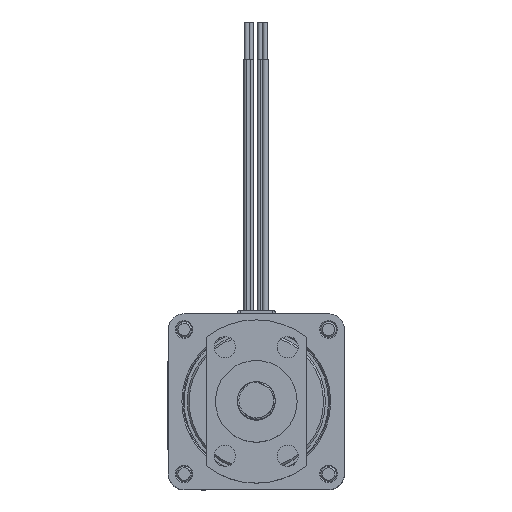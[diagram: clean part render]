
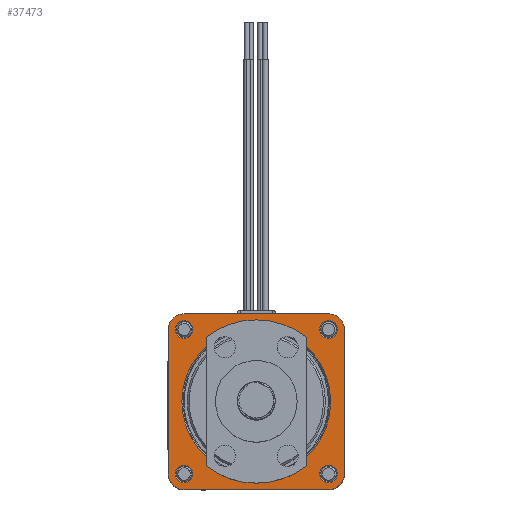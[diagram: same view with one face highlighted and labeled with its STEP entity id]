
A CAD part, top view. The second image highlights one B-rep face of the part: STEP entity #37473.
In plain terms, the highlighted face is planar.
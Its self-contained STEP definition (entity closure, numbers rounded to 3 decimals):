
#3822=LINE('',#63341,#7367);
#3826=LINE('',#63353,#7371);
#3830=LINE('',#63365,#7375);
#3834=LINE('',#63375,#7379);
#7367=VECTOR('',#52049,23.);
#7371=VECTOR('',#52061,23.);
#7375=VECTOR('',#52073,23.);
#7379=VECTOR('',#52085,23.);
#8501=PLANE('',#41234);
#8884=FACE_BOUND('',#12964,.T.);
#8885=FACE_BOUND('',#12965,.T.);
#8886=FACE_BOUND('',#12966,.T.);
#8887=FACE_BOUND('',#12967,.T.);
#8888=FACE_BOUND('',#12968,.T.);
#10823=FACE_OUTER_BOUND('',#12963,.T.);
#12963=EDGE_LOOP('',(#34370,#34371,#34372,#34373,#34374,#34375,#34376,#34377));
#12964=EDGE_LOOP('',(#34378));
#12965=EDGE_LOOP('',(#34379));
#12966=EDGE_LOOP('',(#34380));
#12967=EDGE_LOOP('',(#34381));
#12968=EDGE_LOOP('',(#34382));
#14769=CIRCLE('',#41176,2.5);
#14771=CIRCLE('',#41180,2.5);
#14773=CIRCLE('',#41184,2.5);
#14775=CIRCLE('',#41188,2.5);
#14789=CIRCLE('',#41218,1.4);
#14791=CIRCLE('',#41221,1.4);
#14793=CIRCLE('',#41224,1.4);
#14795=CIRCLE('',#41227,1.4);
#14796=CIRCLE('',#41235,11.85);
#18357=VERTEX_POINT('',#63332);
#18358=VERTEX_POINT('',#63334);
#18360=VERTEX_POINT('',#63340);
#18362=VERTEX_POINT('',#63346);
#18364=VERTEX_POINT('',#63352);
#18366=VERTEX_POINT('',#63358);
#18368=VERTEX_POINT('',#63364);
#18370=VERTEX_POINT('',#63370);
#18400=VERTEX_POINT('',#63457);
#18402=VERTEX_POINT('',#63462);
#18404=VERTEX_POINT('',#63467);
#18406=VERTEX_POINT('',#63472);
#18407=VERTEX_POINT('',#63481);
#23705=EDGE_CURVE('',#18358,#18357,#14769,.T.);
#23708=EDGE_CURVE('',#18360,#18358,#3822,.T.);
#23711=EDGE_CURVE('',#18362,#18360,#14771,.T.);
#23714=EDGE_CURVE('',#18364,#18362,#3826,.T.);
#23717=EDGE_CURVE('',#18366,#18364,#14773,.T.);
#23720=EDGE_CURVE('',#18368,#18366,#3830,.T.);
#23723=EDGE_CURVE('',#18370,#18368,#14775,.T.);
#23726=EDGE_CURVE('',#18357,#18370,#3834,.T.);
#23764=EDGE_CURVE('',#18400,#18400,#14789,.T.);
#23766=EDGE_CURVE('',#18402,#18402,#14791,.T.);
#23768=EDGE_CURVE('',#18404,#18404,#14793,.T.);
#23770=EDGE_CURVE('',#18406,#18406,#14795,.T.);
#23771=EDGE_CURVE('',#18407,#18407,#14796,.F.);
#34370=ORIENTED_EDGE('',*,*,#23705,.T.);
#34371=ORIENTED_EDGE('',*,*,#23726,.T.);
#34372=ORIENTED_EDGE('',*,*,#23723,.T.);
#34373=ORIENTED_EDGE('',*,*,#23720,.T.);
#34374=ORIENTED_EDGE('',*,*,#23717,.T.);
#34375=ORIENTED_EDGE('',*,*,#23714,.T.);
#34376=ORIENTED_EDGE('',*,*,#23711,.T.);
#34377=ORIENTED_EDGE('',*,*,#23708,.T.);
#34378=ORIENTED_EDGE('',*,*,#23771,.T.);
#34379=ORIENTED_EDGE('',*,*,#23764,.F.);
#34380=ORIENTED_EDGE('',*,*,#23766,.F.);
#34381=ORIENTED_EDGE('',*,*,#23768,.F.);
#34382=ORIENTED_EDGE('',*,*,#23770,.F.);
#37473=ADVANCED_FACE('',(#10823,#8884,#8885,#8886,#8887,#8888),#8501,.T.);
#41176=AXIS2_PLACEMENT_3D('',#63335,#52043,#52044);
#41180=AXIS2_PLACEMENT_3D('',#63347,#52055,#52056);
#41184=AXIS2_PLACEMENT_3D('',#63359,#52067,#52068);
#41188=AXIS2_PLACEMENT_3D('',#63371,#52079,#52080);
#41218=AXIS2_PLACEMENT_3D('',#63458,#52166,#52167);
#41221=AXIS2_PLACEMENT_3D('',#63463,#52172,#52173);
#41224=AXIS2_PLACEMENT_3D('',#63468,#52178,#52179);
#41227=AXIS2_PLACEMENT_3D('',#63473,#52184,#52185);
#41234=AXIS2_PLACEMENT_3D('',#63480,#52198,#52199);
#41235=AXIS2_PLACEMENT_3D('',#63482,#52200,#52201);
#52043=DIRECTION('center_axis',(0.,0.,-1.));
#52044=DIRECTION('ref_axis',(-1.,0.,0.));
#52049=DIRECTION('',(-1.,0.,0.));
#52055=DIRECTION('center_axis',(0.,0.,-1.));
#52056=DIRECTION('ref_axis',(-1.,0.,0.));
#52061=DIRECTION('',(0.,-1.,0.));
#52067=DIRECTION('center_axis',(0.,0.,-1.));
#52068=DIRECTION('ref_axis',(-1.,0.,0.));
#52073=DIRECTION('',(1.,0.,0.));
#52079=DIRECTION('center_axis',(0.,0.,-1.));
#52080=DIRECTION('ref_axis',(-1.,0.,0.));
#52085=DIRECTION('',(0.,1.,0.));
#52166=DIRECTION('center_axis',(0.,0.,-1.));
#52167=DIRECTION('ref_axis',(-1.,0.,0.));
#52172=DIRECTION('center_axis',(0.,0.,-1.));
#52173=DIRECTION('ref_axis',(-1.,0.,0.));
#52178=DIRECTION('center_axis',(0.,0.,-1.));
#52179=DIRECTION('ref_axis',(-1.,0.,0.));
#52184=DIRECTION('center_axis',(0.,0.,-1.));
#52185=DIRECTION('ref_axis',(-1.,0.,0.));
#52198=DIRECTION('center_axis',(0.,0.,-1.));
#52199=DIRECTION('ref_axis',(-1.,0.,0.));
#52200=DIRECTION('center_axis',(0.,0.,-1.));
#52201=DIRECTION('ref_axis',(-1.,0.,0.));
#63332=CARTESIAN_POINT('',(-14.,-11.5,1.5));
#63334=CARTESIAN_POINT('',(-11.5,-14.,1.5));
#63335=CARTESIAN_POINT('Origin',(-11.5,-11.5,1.5));
#63340=CARTESIAN_POINT('',(11.5,-14.,1.5));
#63341=CARTESIAN_POINT('',(11.5,-14.,1.5));
#63346=CARTESIAN_POINT('',(14.,-11.5,1.5));
#63347=CARTESIAN_POINT('Origin',(11.5,-11.5,1.5));
#63352=CARTESIAN_POINT('',(14.,11.5,1.5));
#63353=CARTESIAN_POINT('',(14.,11.5,1.5));
#63358=CARTESIAN_POINT('',(11.5,14.,1.5));
#63359=CARTESIAN_POINT('Origin',(11.5,11.5,1.5));
#63364=CARTESIAN_POINT('',(-11.5,14.,1.5));
#63365=CARTESIAN_POINT('',(-11.5,14.,1.5));
#63370=CARTESIAN_POINT('',(-14.,11.5,1.5));
#63371=CARTESIAN_POINT('Origin',(-11.5,11.5,1.5));
#63375=CARTESIAN_POINT('',(-14.,-11.5,1.5));
#63457=CARTESIAN_POINT('',(10.1,11.5,1.5));
#63458=CARTESIAN_POINT('Origin',(11.5,11.5,1.5));
#63462=CARTESIAN_POINT('',(-12.9,11.5,1.5));
#63463=CARTESIAN_POINT('Origin',(-11.5,11.5,1.5));
#63467=CARTESIAN_POINT('',(-12.9,-11.5,1.5));
#63468=CARTESIAN_POINT('Origin',(-11.5,-11.5,1.5));
#63472=CARTESIAN_POINT('',(10.1,-11.5,1.5));
#63473=CARTESIAN_POINT('Origin',(11.5,-11.5,1.5));
#63480=CARTESIAN_POINT('Origin',(0.,0.,1.5));
#63481=CARTESIAN_POINT('',(-11.85,0.,1.5));
#63482=CARTESIAN_POINT('Origin',(0.,0.,1.5));
